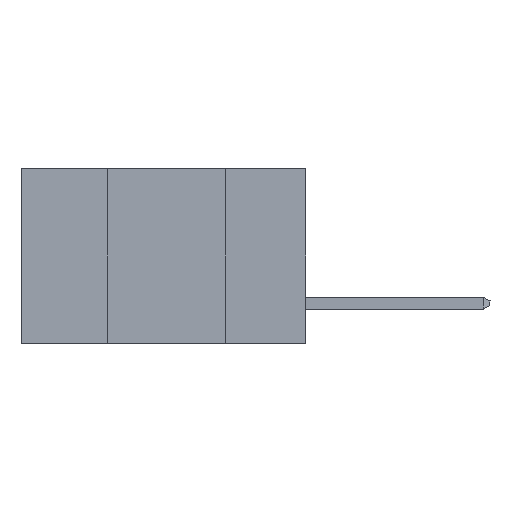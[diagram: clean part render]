
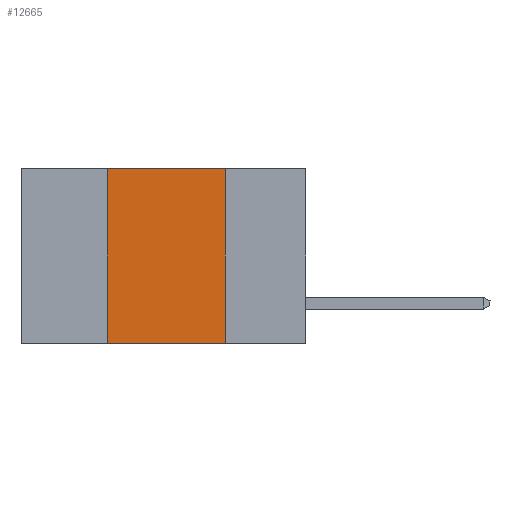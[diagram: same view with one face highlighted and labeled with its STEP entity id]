
A CAD part, left-side view. The second image highlights one B-rep face of the part: STEP entity #12665.
In plain terms, the highlighted planar face has unit normal (-1, 0, 0).
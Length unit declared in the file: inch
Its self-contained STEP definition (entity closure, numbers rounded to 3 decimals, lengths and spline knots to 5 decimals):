
#828 = VECTOR ( 'NONE', #22353, 39.37008 ) ;
#1045 = EDGE_CURVE ( 'NONE', #11029, #25133, #12249, .T. ) ;
#1516 = ORIENTED_EDGE ( 'NONE', *, *, #22091, .T. ) ;
#2946 = CARTESIAN_POINT ( 'NONE',  ( 0., 0.17, -0.37 ) ) ;
#3105 = ORIENTED_EDGE ( 'NONE', *, *, #20339, .F. ) ;
#5264 = CARTESIAN_POINT ( 'NONE',  ( 0., 0.6, 0. ) ) ;
#6276 = AXIS2_PLACEMENT_3D ( 'NONE', #25613, #19386, #12765 ) ;
#8364 = ORIENTED_EDGE ( 'NONE', *, *, #1045, .F. ) ;
#8541 = PLANE ( 'NONE',  #6276 ) ;
#9237 = DIRECTION ( 'NONE',  ( 0., 0., -1. ) ) ;
#11029 = VERTEX_POINT ( 'NONE', #16643 ) ;
#12201 = FACE_OUTER_BOUND ( 'NONE', #12509, .T. ) ;
#12249 = LINE ( 'NONE', #5264, #828 ) ;
#12378 = CARTESIAN_POINT ( 'NONE',  ( 0., 0.42, 0. ) ) ;
#12509 = EDGE_LOOP ( 'NONE', ( #3105, #8364, #25802, #1516 ) ) ;
#12665 = ADVANCED_FACE ( 'NONE', ( #12201 ), #8541, .F. ) ;
#12765 = DIRECTION ( 'NONE',  ( 0., 0., -1. ) ) ;
#13192 = CARTESIAN_POINT ( 'NONE',  ( 0., 0.17, 0. ) ) ;
#13929 = VECTOR ( 'NONE', #27449, 39.37008 ) ;
#13973 = VERTEX_POINT ( 'NONE', #2946 ) ;
#14526 = VECTOR ( 'NONE', #9237, 39.37008 ) ;
#14659 = DIRECTION ( 'NONE',  ( 0., -1., 0. ) ) ;
#15780 = VECTOR ( 'NONE', #14659, 39.37008 ) ;
#16643 = CARTESIAN_POINT ( 'NONE',  ( 0., 0.42, 0. ) ) ;
#18363 = CARTESIAN_POINT ( 'NONE',  ( 0., 0.42, -0.37 ) ) ;
#18620 = LINE ( 'NONE', #12378, #13929 ) ;
#18871 = EDGE_CURVE ( 'NONE', #23892, #11029, #18620, .T. ) ;
#19386 = DIRECTION ( 'NONE',  ( 1., 0., 0. ) ) ;
#19459 = LINE ( 'NONE', #20968, #15780 ) ;
#19878 = LINE ( 'NONE', #23889, #14526 ) ;
#20339 = EDGE_CURVE ( 'NONE', #25133, #13973, #19878, .T. ) ;
#20968 = CARTESIAN_POINT ( 'NONE',  ( 0., 0.6, -0.37 ) ) ;
#22091 = EDGE_CURVE ( 'NONE', #23892, #13973, #19459, .T. ) ;
#22353 = DIRECTION ( 'NONE',  ( 0., -1., 0. ) ) ;
#23889 = CARTESIAN_POINT ( 'NONE',  ( 0., 0.17, 0. ) ) ;
#23892 = VERTEX_POINT ( 'NONE', #18363 ) ;
#25133 = VERTEX_POINT ( 'NONE', #13192 ) ;
#25613 = CARTESIAN_POINT ( 'NONE',  ( 0., 0.6, 0. ) ) ;
#25802 = ORIENTED_EDGE ( 'NONE', *, *, #18871, .F. ) ;
#27449 = DIRECTION ( 'NONE',  ( 0., 0., 1. ) ) ;
